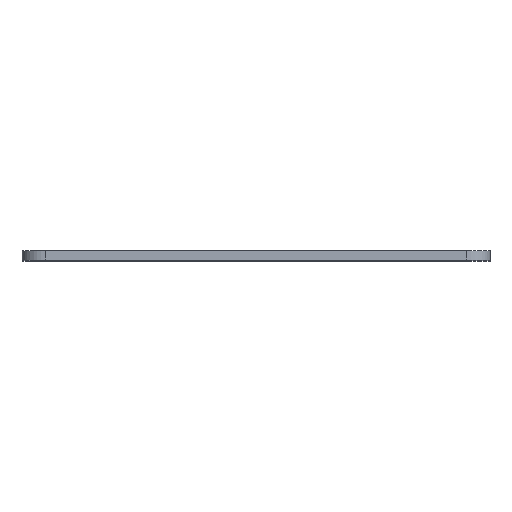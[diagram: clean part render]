
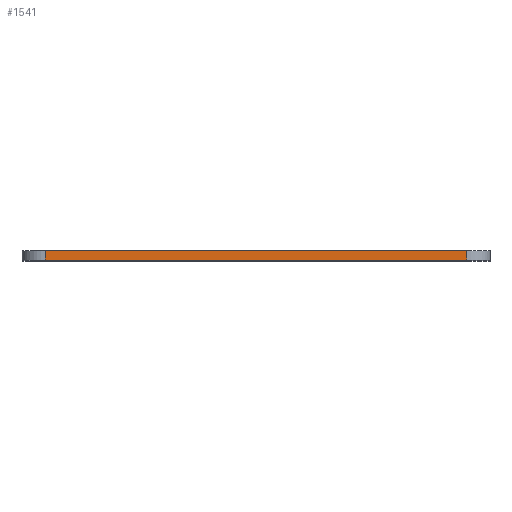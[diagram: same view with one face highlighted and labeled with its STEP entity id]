
A CAD part, top view. The second image highlights one B-rep face of the part: STEP entity #1541.
In plain terms, the highlighted planar face has unit normal (0, 0, 1).
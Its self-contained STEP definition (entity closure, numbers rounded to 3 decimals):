
#106=FACE_OUTER_BOUND('',#194,.T.);
#194=EDGE_LOOP('',(#1310,#1311,#1312,#1313));
#287=LINE('',#2186,#483);
#330=LINE('',#2275,#526);
#390=LINE('',#2400,#586);
#391=LINE('',#2401,#587);
#483=VECTOR('',#1801,10.);
#526=VECTOR('',#1856,10.);
#586=VECTOR('',#1982,10.);
#587=VECTOR('',#1983,10.);
#650=VERTEX_POINT('',#2171);
#657=VERTEX_POINT('',#2184);
#695=VERTEX_POINT('',#2271);
#697=VERTEX_POINT('',#2274);
#819=EDGE_CURVE('',#657,#650,#287,.T.);
#863=EDGE_CURVE('',#697,#695,#330,.T.);
#926=EDGE_CURVE('',#695,#650,#390,.T.);
#927=EDGE_CURVE('',#697,#657,#391,.T.);
#1310=ORIENTED_EDGE('',*,*,#863,.T.);
#1311=ORIENTED_EDGE('',*,*,#926,.T.);
#1312=ORIENTED_EDGE('',*,*,#819,.F.);
#1313=ORIENTED_EDGE('',*,*,#927,.F.);
#1404=PLANE('',#1642);
#1541=ADVANCED_FACE('',(#106),#1404,.T.);
#1642=AXIS2_PLACEMENT_3D('',#2399,#1980,#1981);
#1801=DIRECTION('',(1.,0.,0.));
#1856=DIRECTION('',(1.,0.,0.));
#1980=DIRECTION('center_axis',(0.,0.,1.));
#1981=DIRECTION('ref_axis',(1.,0.,0.));
#1982=DIRECTION('',(0.,1.,0.));
#1983=DIRECTION('',(0.,1.,0.));
#2171=CARTESIAN_POINT('',(90.,4.,150.));
#2184=CARTESIAN_POINT('',(-90.,4.,150.));
#2186=CARTESIAN_POINT('',(-90.,4.,150.));
#2271=CARTESIAN_POINT('',(90.,0.,150.));
#2274=CARTESIAN_POINT('',(-90.,0.,150.));
#2275=CARTESIAN_POINT('',(-90.,0.,150.));
#2399=CARTESIAN_POINT('Origin',(-90.,0.,150.));
#2400=CARTESIAN_POINT('',(90.,0.,150.));
#2401=CARTESIAN_POINT('',(-90.,0.,150.));
